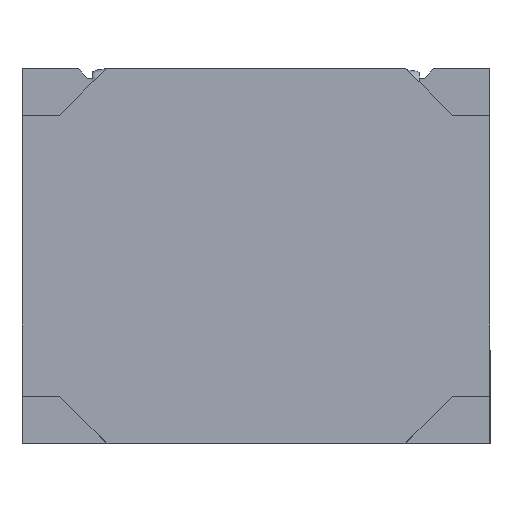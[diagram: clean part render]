
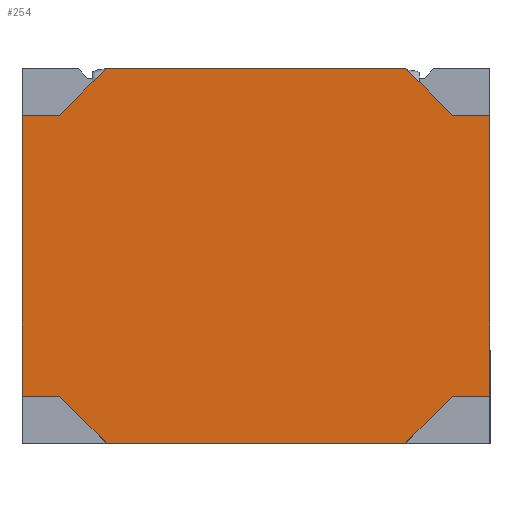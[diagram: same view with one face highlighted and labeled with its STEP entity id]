
A CAD part, top view. The second image highlights one B-rep face of the part: STEP entity #254.
In plain terms, the highlighted planar face has unit normal (0, 0, 1).
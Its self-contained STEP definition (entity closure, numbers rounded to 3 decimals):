
#254 = ADVANCED_FACE( '', ( #534 ), #535, .T. );
#534 = FACE_OUTER_BOUND( '', #1009, .T. );
#535 = PLANE( '', #1010 );
#1009 = EDGE_LOOP( '', ( #2347, #2348, #2349, #2350, #2351, #2352, #2353, #2354, #2355, #2356, #2357, #2358 ) );
#1010 = AXIS2_PLACEMENT_3D( '', #2359, #2360, #2361 );
#2347 = ORIENTED_EDGE( '', *, *, #3168, .T. );
#2348 = ORIENTED_EDGE( '', *, *, #3123, .T. );
#2349 = ORIENTED_EDGE( '', *, *, #3169, .T. );
#2350 = ORIENTED_EDGE( '', *, *, #3170, .T. );
#2351 = ORIENTED_EDGE( '', *, *, #3155, .T. );
#2352 = ORIENTED_EDGE( '', *, *, #3171, .T. );
#2353 = ORIENTED_EDGE( '', *, *, #3172, .T. );
#2354 = ORIENTED_EDGE( '', *, *, #3173, .T. );
#2355 = ORIENTED_EDGE( '', *, *, #3174, .T. );
#2356 = ORIENTED_EDGE( '', *, *, #3145, .T. );
#2357 = ORIENTED_EDGE( '', *, *, #3175, .T. );
#2358 = ORIENTED_EDGE( '', *, *, #3176, .T. );
#2359 = CARTESIAN_POINT( '', ( 0., 0., 0.6 ) );
#2360 = DIRECTION( '', ( 0., 0., 1. ) );
#2361 = DIRECTION( '', ( 1., 0., 0. ) );
#3123 = EDGE_CURVE( '', #3486, #3484, #3487, .T. );
#3145 = EDGE_CURVE( '', #3526, #3524, #3527, .T. );
#3155 = EDGE_CURVE( '', #3544, #3542, #3545, .T. );
#3168 = EDGE_CURVE( '', #3565, #3486, #3566, .T. );
#3169 = EDGE_CURVE( '', #3484, #3567, #3568, .T. );
#3170 = EDGE_CURVE( '', #3567, #3544, #3569, .T. );
#3171 = EDGE_CURVE( '', #3542, #3570, #3571, .T. );
#3172 = EDGE_CURVE( '', #3570, #3572, #3573, .T. );
#3173 = EDGE_CURVE( '', #3572, #3574, #3575, .T. );
#3174 = EDGE_CURVE( '', #3574, #3526, #3576, .T. );
#3175 = EDGE_CURVE( '', #3524, #3577, #3578, .T. );
#3176 = EDGE_CURVE( '', #3577, #3565, #3579, .T. );
#3484 = VERTEX_POINT( '', #4011 );
#3486 = VERTEX_POINT( '', #4014 );
#3487 = LINE( '', #4015, #4016 );
#3524 = VERTEX_POINT( '', #4087 );
#3526 = VERTEX_POINT( '', #4090 );
#3527 = LINE( '', #4091, #4092 );
#3542 = VERTEX_POINT( '', #4113 );
#3544 = VERTEX_POINT( '', #4116 );
#3545 = LINE( '', #4117, #4118 );
#3565 = VERTEX_POINT( '', #4168 );
#3566 = LINE( '', #4169, #4170 );
#3567 = VERTEX_POINT( '', #4171 );
#3568 = LINE( '', #4172, #4173 );
#3569 = LINE( '', #4174, #4175 );
#3570 = VERTEX_POINT( '', #4176 );
#3571 = LINE( '', #4177, #4178 );
#3572 = VERTEX_POINT( '', #4179 );
#3573 = LINE( '', #4180, #4181 );
#3574 = VERTEX_POINT( '', #4182 );
#3575 = LINE( '', #4183, #4184 );
#3576 = LINE( '', #4185, #4186 );
#3577 = VERTEX_POINT( '', #4187 );
#3578 = LINE( '', #4188, #4189 );
#3579 = LINE( '', #4190, #4191 );
#4011 = CARTESIAN_POINT( '', ( 0.8, -1., 0.6 ) );
#4014 = CARTESIAN_POINT( '', ( -0.8, -1., 0.6 ) );
#4015 = CARTESIAN_POINT( '', ( -0.8, -1., 0.6 ) );
#4016 = VECTOR( '', #4974, 1000. );
#4087 = CARTESIAN_POINT( '', ( -1.25, 0.75, 0.6 ) );
#4090 = CARTESIAN_POINT( '', ( -1.05, 0.75, 0.6 ) );
#4091 = CARTESIAN_POINT( '', ( -1.25, 0.75, 0.6 ) );
#4092 = VECTOR( '', #4990, 1000. );
#4113 = CARTESIAN_POINT( '', ( 1.25, 0.75, 0.6 ) );
#4116 = CARTESIAN_POINT( '', ( 1.25, -0.75, 0.6 ) );
#4117 = CARTESIAN_POINT( '', ( 1.25, -0.75, 0.6 ) );
#4118 = VECTOR( '', #4998, 1000. );
#4168 = CARTESIAN_POINT( '', ( -1.05, -0.75, 0.6 ) );
#4169 = CARTESIAN_POINT( '', ( -1.05, -0.75, 0.6 ) );
#4170 = VECTOR( '', #5004, 1000. );
#4171 = CARTESIAN_POINT( '', ( 1.05, -0.75, 0.6 ) );
#4172 = CARTESIAN_POINT( '', ( 1.05, -0.75, 0.6 ) );
#4173 = VECTOR( '', #5005, 1000. );
#4174 = CARTESIAN_POINT( '', ( 1.25, -0.75, 0.6 ) );
#4175 = VECTOR( '', #5006, 1000. );
#4176 = CARTESIAN_POINT( '', ( 1.05, 0.75, 0.6 ) );
#4177 = CARTESIAN_POINT( '', ( 1.25, 0.75, 0.6 ) );
#4178 = VECTOR( '', #5007, 1000. );
#4179 = CARTESIAN_POINT( '', ( 0.8, 1., 0.6 ) );
#4180 = CARTESIAN_POINT( '', ( 1.05, 0.75, 0.6 ) );
#4181 = VECTOR( '', #5008, 1000. );
#4182 = CARTESIAN_POINT( '', ( -0.8, 1., 0.6 ) );
#4183 = CARTESIAN_POINT( '', ( 0.8, 1., 0.6 ) );
#4184 = VECTOR( '', #5009, 1000. );
#4185 = CARTESIAN_POINT( '', ( -1.05, 0.75, 0.6 ) );
#4186 = VECTOR( '', #5010, 1000. );
#4187 = CARTESIAN_POINT( '', ( -1.25, -0.75, 0.6 ) );
#4188 = CARTESIAN_POINT( '', ( -1.25, 0.75, 0.6 ) );
#4189 = VECTOR( '', #5011, 1000. );
#4190 = CARTESIAN_POINT( '', ( -1.25, -0.75, 0.6 ) );
#4191 = VECTOR( '', #5012, 1000. );
#4974 = DIRECTION( '', ( 1., 0., 0. ) );
#4990 = DIRECTION( '', ( -1., 0., 0. ) );
#4998 = DIRECTION( '', ( 0., 1., 0. ) );
#5004 = DIRECTION( '', ( 0.707, -0.707, 0. ) );
#5005 = DIRECTION( '', ( 0.707, 0.707, 0. ) );
#5006 = DIRECTION( '', ( 1., 0., 0. ) );
#5007 = DIRECTION( '', ( -1., 0., 0. ) );
#5008 = DIRECTION( '', ( -0.707, 0.707, 0. ) );
#5009 = DIRECTION( '', ( -1., 0., 0. ) );
#5010 = DIRECTION( '', ( -0.707, -0.707, 0. ) );
#5011 = DIRECTION( '', ( 0., -1., 0. ) );
#5012 = DIRECTION( '', ( 1., 0., 0. ) );
